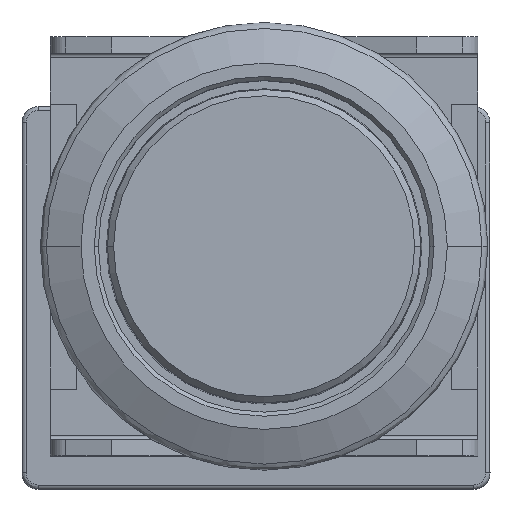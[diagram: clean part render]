
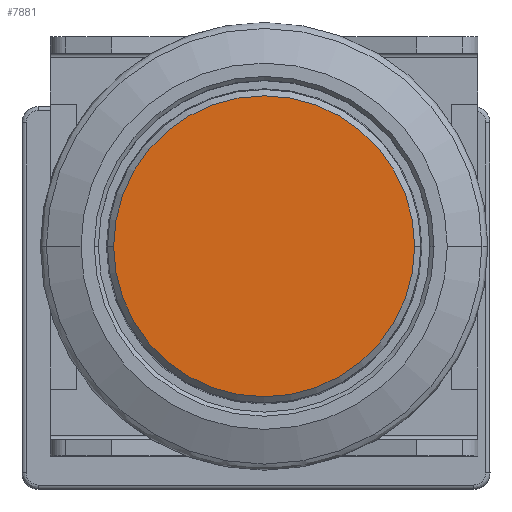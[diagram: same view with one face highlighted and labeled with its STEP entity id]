
A CAD part, top view. The second image highlights one B-rep face of the part: STEP entity #7881.
In plain terms, the highlighted planar face has unit normal (0, 0, 1).
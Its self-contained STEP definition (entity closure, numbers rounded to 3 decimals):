
#790 = EDGE_CURVE ( 'NONE', #12457, #4267, #1109, .T. ) ;
#1109 = CIRCLE ( 'NONE', #14818, 7.396 ) ;
#1281 = AXIS2_PLACEMENT_3D ( 'NONE', #7715, #12597, #1704 ) ;
#1632 = DIRECTION ( 'NONE',  ( -1., 0., 0. ) ) ;
#1704 = DIRECTION ( 'NONE',  ( 1., 0., 0. ) ) ;
#2889 = PLANE ( 'NONE',  #1281 ) ;
#3308 = ORIENTED_EDGE ( 'NONE', *, *, #790, .T. ) ;
#3551 = DIRECTION ( 'NONE',  ( -1., 0., 0. ) ) ;
#4267 = VERTEX_POINT ( 'NONE', #9446 ) ;
#4756 = EDGE_LOOP ( 'NONE', ( #9395, #3308 ) ) ;
#5268 = CARTESIAN_POINT ( 'NONE',  ( 7.396, 0., 0. ) ) ;
#6153 = CIRCLE ( 'NONE', #15086, 7.396 ) ;
#7638 = CARTESIAN_POINT ( 'NONE',  ( 0., 0., 0. ) ) ;
#7715 = CARTESIAN_POINT ( 'NONE',  ( -7.485, -7.485, 0. ) ) ;
#7881 = ADVANCED_FACE ( 'NONE', ( #13784 ), #2889, .T. ) ;
#9395 = ORIENTED_EDGE ( 'NONE', *, *, #11400, .T. ) ;
#9446 = CARTESIAN_POINT ( 'NONE',  ( -7.396, 0., 0. ) ) ;
#9566 = CARTESIAN_POINT ( 'NONE',  ( 0., 0., 0. ) ) ;
#11400 = EDGE_CURVE ( 'NONE', #4267, #12457, #6153, .T. ) ;
#12457 = VERTEX_POINT ( 'NONE', #5268 ) ;
#12520 = DIRECTION ( 'NONE',  ( 0., 0., 1. ) ) ;
#12597 = DIRECTION ( 'NONE',  ( 0., 0., 1. ) ) ;
#13784 = FACE_OUTER_BOUND ( 'NONE', #4756, .T. ) ;
#14456 = DIRECTION ( 'NONE',  ( 0., 0., 1. ) ) ;
#14818 = AXIS2_PLACEMENT_3D ( 'NONE', #9566, #14456, #3551 ) ;
#15086 = AXIS2_PLACEMENT_3D ( 'NONE', #7638, #12520, #1632 ) ;
